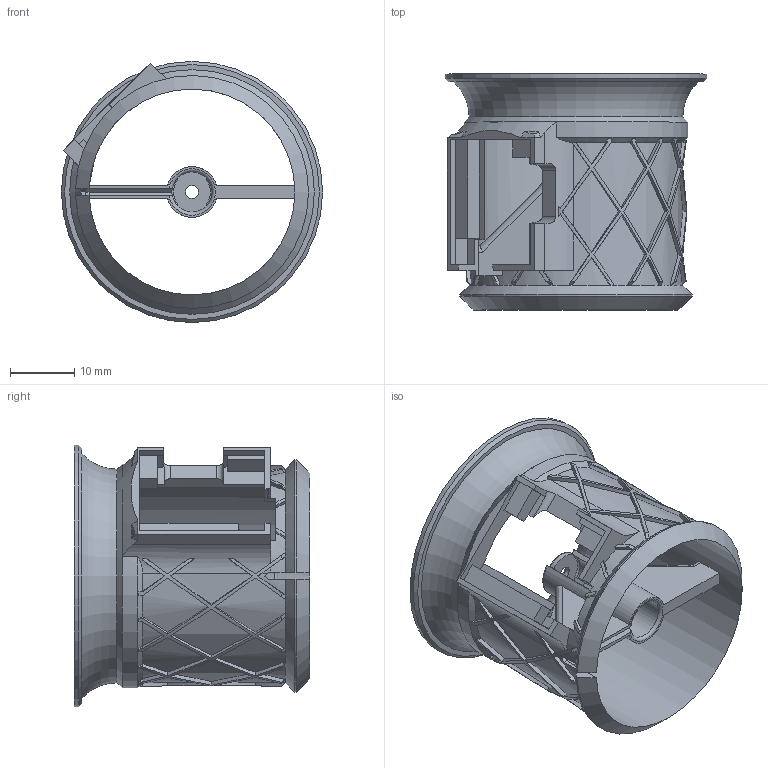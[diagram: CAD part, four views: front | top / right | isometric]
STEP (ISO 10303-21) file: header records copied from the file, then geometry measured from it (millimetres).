
FILE_DESCRIPTION(/* description */ (''),/* implementation_level */ '2;1');
FILE_NAME(/* name */ 'PadPal_Duct_V3.step',/* time_stamp */ '2022-07-09T18:05:17-07:00',/* author */ (''),/* organization */ (''),/* preprocessor_version */ 'ST-DEVELOPER v19',/* originating_system */ 'Autodesk Translation Framework v11.7.0.108',/* authorisation */ '');
FILE_SCHEMA (('AUTOMOTIVE_DESIGN { 1 0 10303 214 3 1 1 }'));
Length unit declared in the file: millimetre
Products named in the file (1): Duct Housing
Bounding box: 40.6 x 36.67 x 40.6 mm (x, y, z)
Volume: 4086.5 mm3; surface area: 10013.2 mm2
Topology: 1 solids, 1 shells, 384 faces, 1059 edges, 679 vertices
Faces by surface type: bspline 162, plane 107, cylinder 78, cone 27, torus 10
Full cylindrical faces by diameter (mm): 2 x1, 6.25 x1, 7.85 x1, 32 x1, 34.8 x1, 40.6 x1
Entity records: 15325 total; most frequent: CARTESIAN_POINT 6880, ORIENTED_EDGE 2118, DIRECTION 1192, EDGE_CURVE 1059, VERTEX_POINT 679, B_SPLINE_CURVE_WITH_KNOTS 491, AXIS2_PLACEMENT_3D 426, EDGE_LOOP 398
